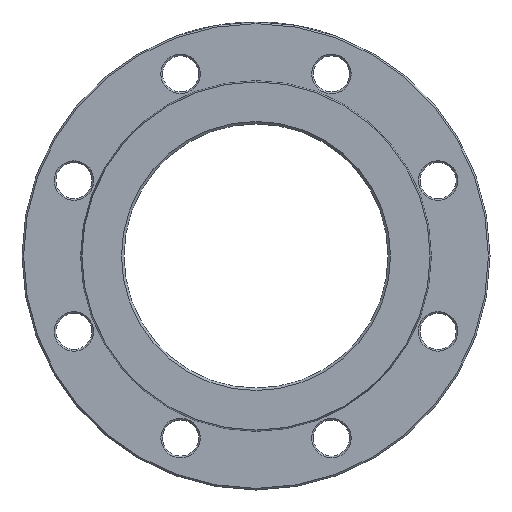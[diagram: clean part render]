
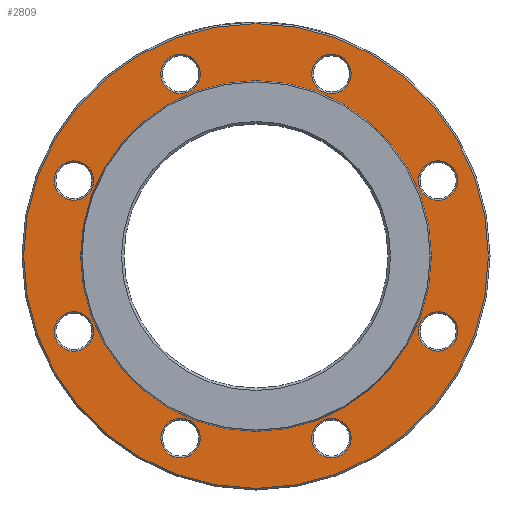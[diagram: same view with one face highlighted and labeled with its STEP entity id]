
A CAD part, left-side view. The second image highlights one B-rep face of the part: STEP entity #2809.
In plain terms, the highlighted planar face has unit normal (-1, 0, 0).
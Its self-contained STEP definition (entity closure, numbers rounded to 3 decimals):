
#23 = DIRECTION ( 'NONE',  ( 1., 0., 0. ) ) ;
#83 = DIRECTION ( 'NONE',  ( -1., 0., 0. ) ) ;
#90 = CIRCLE ( 'NONE', #7131, 12. ) ;
#305 = AXIS2_PLACEMENT_3D ( 'NONE', #4333, #2617, #6737 ) ;
#338 = VERTEX_POINT ( 'NONE', #3317 ) ;
#589 = ORIENTED_EDGE ( 'NONE', *, *, #3885, .T. ) ;
#645 = CARTESIAN_POINT ( 'NONE',  ( 3., -110.866, -45.922 ) ) ;
#746 = DIRECTION ( 'NONE',  ( 0., 0., 1. ) ) ;
#825 = DIRECTION ( 'NONE',  ( 0., 0., -1. ) ) ;
#921 = VERTEX_POINT ( 'NONE', #1665 ) ;
#1074 = CARTESIAN_POINT ( 'NONE',  ( 3., 106.804, 0. ) ) ;
#1220 = EDGE_LOOP ( 'NONE', ( #2315 ) ) ;
#1294 = CARTESIAN_POINT ( 'NONE',  ( 3., -110.866, 45.922 ) ) ;
#1302 = EDGE_LOOP ( 'NONE', ( #4068 ) ) ;
#1350 = ORIENTED_EDGE ( 'NONE', *, *, #7456, .T. ) ;
#1552 = DIRECTION ( 'NONE',  ( 0., -0.707, 0.707 ) ) ;
#1611 = DIRECTION ( 'NONE',  ( 1., 0., 0. ) ) ;
#1617 = FACE_BOUND ( 'NONE', #1220, .T. ) ;
#1648 = DIRECTION ( 'NONE',  ( 1., 0., 0. ) ) ;
#1665 = CARTESIAN_POINT ( 'NONE',  ( 3., 102.38, -54.407 ) ) ;
#1682 = CIRCLE ( 'NONE', #3433, 12. ) ;
#1746 = VERTEX_POINT ( 'NONE', #3677 ) ;
#1862 = EDGE_CURVE ( 'NONE', #6995, #6995, #3492, .T. ) ;
#2212 = CARTESIAN_POINT ( 'NONE',  ( 3., 0., 106.804 ) ) ;
#2240 = ORIENTED_EDGE ( 'NONE', *, *, #3801, .T. ) ;
#2315 = ORIENTED_EDGE ( 'NONE', *, *, #1862, .T. ) ;
#2420 = CIRCLE ( 'NONE', #7718, 141.5 ) ;
#2462 = DIRECTION ( 'NONE',  ( -1., 0., 0. ) ) ;
#2570 = ORIENTED_EDGE ( 'NONE', *, *, #4998, .T. ) ;
#2617 = DIRECTION ( 'NONE',  ( 1., 0., 0. ) ) ;
#2661 = CIRCLE ( 'NONE', #7338, 12. ) ;
#2795 = CARTESIAN_POINT ( 'NONE',  ( 3., 54.407, 102.38 ) ) ;
#2809 = ADVANCED_FACE ( 'NONE', ( #7027, #4074, #1617, #7181, #4030, #3986, #6558, #2868, #7109, #6480 ), #6436, .F. ) ;
#2812 = AXIS2_PLACEMENT_3D ( 'NONE', #645, #4817, #4219 ) ;
#2825 = EDGE_LOOP ( 'NONE', ( #6432 ) ) ;
#2868 = FACE_BOUND ( 'NONE', #1302, .T. ) ;
#2875 = VERTEX_POINT ( 'NONE', #7619 ) ;
#2929 = CIRCLE ( 'NONE', #4450, 106.804 ) ;
#2930 = EDGE_LOOP ( 'NONE', ( #6034 ) ) ;
#2991 = DIRECTION ( 'NONE',  ( 0., 0.707, -0.707 ) ) ;
#3067 = EDGE_CURVE ( 'NONE', #5887, #5887, #90, .T. ) ;
#3188 = DIRECTION ( 'NONE',  ( 1., 0., 0. ) ) ;
#3317 = CARTESIAN_POINT ( 'NONE',  ( 3., -102.38, 54.407 ) ) ;
#3433 = AXIS2_PLACEMENT_3D ( 'NONE', #5315, #1648, #6470 ) ;
#3436 = CARTESIAN_POINT ( 'NONE',  ( 3., 110.866, 33.922 ) ) ;
#3450 = EDGE_LOOP ( 'NONE', ( #589 ) ) ;
#3492 = CIRCLE ( 'NONE', #5886, 12. ) ;
#3549 = EDGE_LOOP ( 'NONE', ( #2240 ) ) ;
#3637 = VERTEX_POINT ( 'NONE', #7113 ) ;
#3677 = CARTESIAN_POINT ( 'NONE',  ( 3., 33.922, -110.866 ) ) ;
#3801 = EDGE_CURVE ( 'NONE', #2875, #2875, #2420, .T. ) ;
#3844 = EDGE_CURVE ( 'NONE', #5293, #5293, #2929, .T. ) ;
#3885 = EDGE_CURVE ( 'NONE', #921, #921, #7215, .T. ) ;
#3986 = FACE_BOUND ( 'NONE', #2930, .T. ) ;
#3992 = CARTESIAN_POINT ( 'NONE',  ( 3., -54.407, -102.38 ) ) ;
#4030 = FACE_BOUND ( 'NONE', #5400, .T. ) ;
#4036 = VERTEX_POINT ( 'NONE', #3436 ) ;
#4068 = ORIENTED_EDGE ( 'NONE', *, *, #4280, .T. ) ;
#4072 = AXIS2_PLACEMENT_3D ( 'NONE', #1074, #6395, #7690 ) ;
#4074 = FACE_BOUND ( 'NONE', #5725, .T. ) ;
#4153 = VERTEX_POINT ( 'NONE', #4864 ) ;
#4219 = DIRECTION ( 'NONE',  ( 0., 0., 1. ) ) ;
#4280 = EDGE_CURVE ( 'NONE', #4036, #4036, #1682, .T. ) ;
#4333 = CARTESIAN_POINT ( 'NONE',  ( 3., 110.866, -45.922 ) ) ;
#4450 = AXIS2_PLACEMENT_3D ( 'NONE', #6221, #2462, #746 ) ;
#4480 = CARTESIAN_POINT ( 'NONE',  ( 3., -45.922, -110.866 ) ) ;
#4813 = ORIENTED_EDGE ( 'NONE', *, *, #5137, .T. ) ;
#4817 = DIRECTION ( 'NONE',  ( 1., 0., 0. ) ) ;
#4864 = CARTESIAN_POINT ( 'NONE',  ( 3., -110.866, -33.922 ) ) ;
#4998 = EDGE_CURVE ( 'NONE', #338, #338, #2661, .T. ) ;
#5040 = CARTESIAN_POINT ( 'NONE',  ( 3., 0., 0. ) ) ;
#5099 = CIRCLE ( 'NONE', #2812, 12. ) ;
#5137 = EDGE_CURVE ( 'NONE', #4153, #4153, #5099, .T. ) ;
#5279 = DIRECTION ( 'NONE',  ( 0., -1., 0. ) ) ;
#5293 = VERTEX_POINT ( 'NONE', #2212 ) ;
#5315 = CARTESIAN_POINT ( 'NONE',  ( 3., 110.866, 45.922 ) ) ;
#5400 = EDGE_LOOP ( 'NONE', ( #2570 ) ) ;
#5418 = CIRCLE ( 'NONE', #6161, 12. ) ;
#5536 = CIRCLE ( 'NONE', #6920, 12. ) ;
#5719 = CARTESIAN_POINT ( 'NONE',  ( 3., -45.922, 110.866 ) ) ;
#5725 = EDGE_LOOP ( 'NONE', ( #1350 ) ) ;
#5739 = DIRECTION ( 'NONE',  ( 0., 0.707, 0.707 ) ) ;
#5758 = DIRECTION ( 'NONE',  ( 1., 0., 0. ) ) ;
#5835 = EDGE_LOOP ( 'NONE', ( #4813 ) ) ;
#5886 = AXIS2_PLACEMENT_3D ( 'NONE', #4480, #6958, #1552 ) ;
#5887 = VERTEX_POINT ( 'NONE', #2795 ) ;
#6034 = ORIENTED_EDGE ( 'NONE', *, *, #6931, .T. ) ;
#6161 = AXIS2_PLACEMENT_3D ( 'NONE', #5719, #5758, #6992 ) ;
#6221 = CARTESIAN_POINT ( 'NONE',  ( 3., 0., 0. ) ) ;
#6395 = DIRECTION ( 'NONE',  ( 1., 0., 0. ) ) ;
#6432 = ORIENTED_EDGE ( 'NONE', *, *, #3067, .T. ) ;
#6436 = PLANE ( 'NONE',  #4072 ) ;
#6470 = DIRECTION ( 'NONE',  ( 0., 0., -1. ) ) ;
#6480 = FACE_BOUND ( 'NONE', #7046, .T. ) ;
#6514 = CARTESIAN_POINT ( 'NONE',  ( 3., 45.922, -110.866 ) ) ;
#6527 = CARTESIAN_POINT ( 'NONE',  ( 3., 45.922, 110.866 ) ) ;
#6558 = FACE_BOUND ( 'NONE', #2825, .T. ) ;
#6600 = ORIENTED_EDGE ( 'NONE', *, *, #3844, .F. ) ;
#6737 = DIRECTION ( 'NONE',  ( 0., -0.707, -0.707 ) ) ;
#6920 = AXIS2_PLACEMENT_3D ( 'NONE', #6514, #1611, #5279 ) ;
#6931 = EDGE_CURVE ( 'NONE', #3637, #3637, #5418, .T. ) ;
#6958 = DIRECTION ( 'NONE',  ( 1., 0., 0. ) ) ;
#6992 = DIRECTION ( 'NONE',  ( 0., 1., 0. ) ) ;
#6995 = VERTEX_POINT ( 'NONE', #3992 ) ;
#7027 = FACE_BOUND ( 'NONE', #3450, .T. ) ;
#7046 = EDGE_LOOP ( 'NONE', ( #6600 ) ) ;
#7109 = FACE_OUTER_BOUND ( 'NONE', #3549, .T. ) ;
#7113 = CARTESIAN_POINT ( 'NONE',  ( 3., -33.922, 110.866 ) ) ;
#7131 = AXIS2_PLACEMENT_3D ( 'NONE', #6527, #23, #2991 ) ;
#7181 = FACE_BOUND ( 'NONE', #5835, .T. ) ;
#7215 = CIRCLE ( 'NONE', #305, 12. ) ;
#7338 = AXIS2_PLACEMENT_3D ( 'NONE', #1294, #3188, #5739 ) ;
#7456 = EDGE_CURVE ( 'NONE', #1746, #1746, #5536, .T. ) ;
#7619 = CARTESIAN_POINT ( 'NONE',  ( 3., 0., -141.5 ) ) ;
#7690 = DIRECTION ( 'NONE',  ( 0., 0., -1. ) ) ;
#7718 = AXIS2_PLACEMENT_3D ( 'NONE', #5040, #83, #825 ) ;
